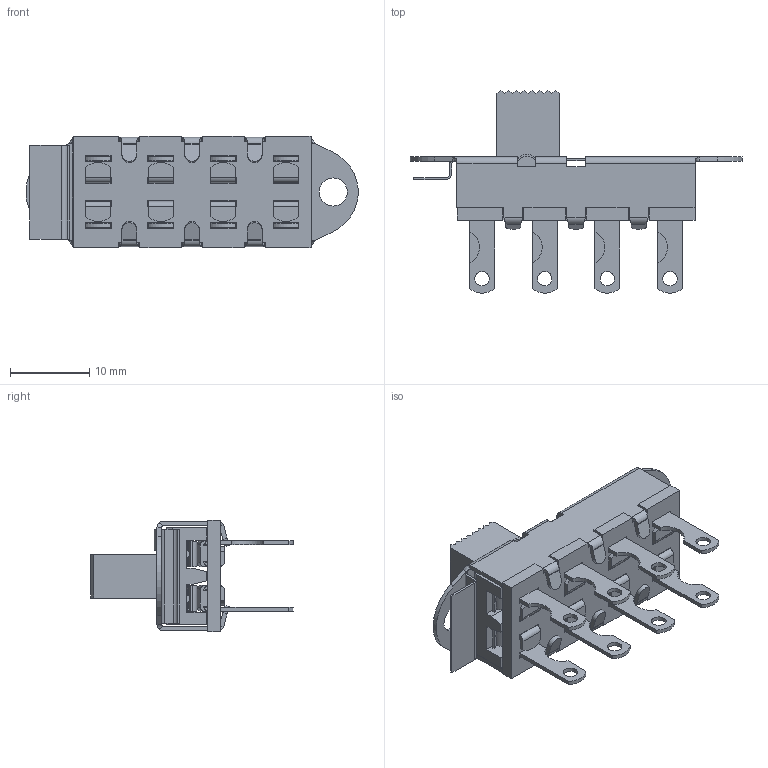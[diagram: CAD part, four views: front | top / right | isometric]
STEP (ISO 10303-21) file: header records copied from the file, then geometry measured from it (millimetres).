
FILE_DESCRIPTION(/* description */ (''),/* implementation_level */ '2;1');
FILE_NAME(/* name */ 'G-328L-0000_3D MODEL.stp',/* time_stamp */ '2023-09-25T13:45:19-04:00',/* author */ ('dwiltbank'),/* organization */ (''),/* preprocessor_version */ 'ST-DEVELOPER v19.2',/* originating_system */ 'Autodesk Inventor 2024',/* authorisation */ '');
FILE_SCHEMA (('AUTOMOTIVE_DESIGN { 1 0 10303 214 3 1 1 }'));
Length unit declared in the file: inch
Products named in the file (1): G-328L-0000_3D model
Bounding box: 42.02 x 25.59 x 14.12 mm (x, y, z)
Volume: 2444.6 mm3; surface area: 5460.5 mm2
Topology: 1 solids, 1 shells, 867 faces, 2620 edges, 1687 vertices
Faces by surface type: plane 630, cylinder 200, bspline 21, sphere 16
Full cylindrical faces by diameter (mm): 1.727 x2, 1.829 x8, 3.556 x2
Entity records: 30604 total; most frequent: CARTESIAN_POINT 5815, ORIENTED_EDGE 5208, DIRECTION 4758, EDGE_CURVE 2604, LINE 1968, VECTOR 1968, VERTEX_POINT 1687, AXIS2_PLACEMENT_3D 1395
